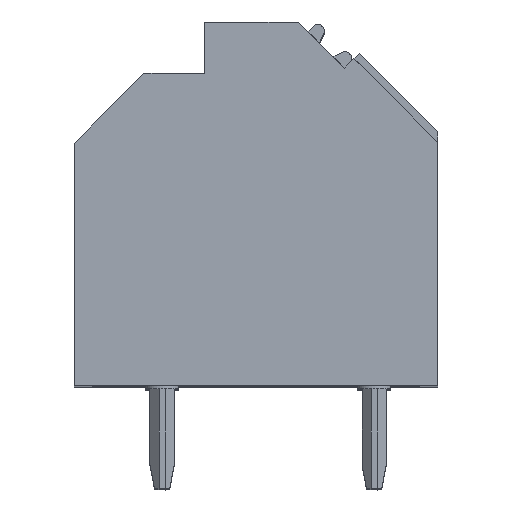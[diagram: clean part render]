
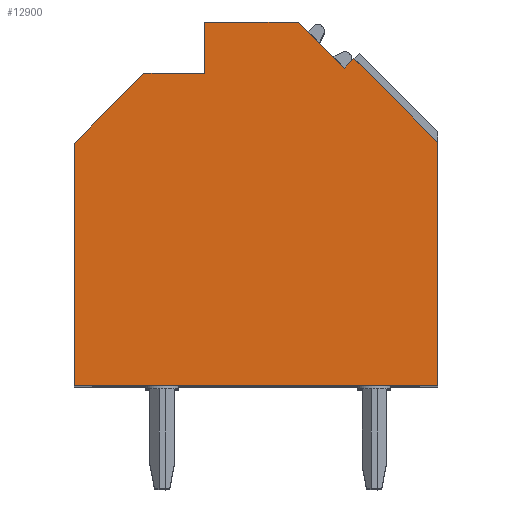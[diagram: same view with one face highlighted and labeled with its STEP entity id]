
A CAD part, top view. The second image highlights one B-rep face of the part: STEP entity #12900.
In plain terms, the highlighted planar face has unit normal (0, 0, 1).
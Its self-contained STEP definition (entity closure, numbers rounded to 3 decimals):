
#530=CARTESIAN_POINT('',(-32.992,-37.718,
2.03));
#540=VERTEX_POINT('',#530);
#570=CARTESIAN_POINT('',(-19.264,0.,2.03));
#580=DIRECTION('',(0.342,0.94,0.));
#590=VECTOR('',#580,1.);
#600=LINE('',#570,#590);
#610=CARTESIAN_POINT('',(-34.33,-41.394,
2.03));
#620=VERTEX_POINT('',#610);
#630=EDGE_CURVE('',#620,#540,#600,.T.);
#12120=CARTESIAN_POINT('',(-29.287,-46.756,
2.03));
#12130=DIRECTION('',(0.,0.,1.));
#12140=DIRECTION('',(-0.423,0.906,
0.));
#12150=AXIS2_PLACEMENT_3D('',#12120,#12130,#12140);
#12160=PLANE('',#12150);
#12170=CARTESIAN_POINT('',(0.,-35.574,2.03));
#12180=DIRECTION('',(0.906,0.423,
0.));
#12190=VECTOR('',#12180,1.);
#12200=LINE('',#12170,#12190);
#12210=CARTESIAN_POINT('',(-27.893,-48.581,
2.03));
#12220=VERTEX_POINT('',#12210);
#12230=CARTESIAN_POINT('',(-20.643,-45.2,
2.03));
#12240=VERTEX_POINT('',#12230);
#12250=EDGE_CURVE('',#12220,#12240,#12200,.T.);
#12260=ORIENTED_EDGE('',*,*,#12250,.T.);
#12270=CARTESIAN_POINT('',(0.009,-58.737,
2.03));
#12280=DIRECTION('',(-0.94,0.342,
0.));
#12290=VECTOR('',#12280,1.);
#12300=LINE('',#12270,#12290);
#12310=CARTESIAN_POINT('',(-30.95,-47.469,
2.03));
#12320=VERTEX_POINT('',#12310);
#12330=EDGE_CURVE('',#12220,#12320,#12300,.T.);
#12340=ORIENTED_EDGE('',*,*,#12330,.F.);
#12350=CARTESIAN_POINT('',(-53.085,0.,2.03));
#12360=DIRECTION('',(-0.423,0.906,0.));
#12370=VECTOR('',#12360,1.);
#12380=LINE('',#12350,#12370);
#12390=CARTESIAN_POINT('',(-31.795,-45.656,
2.03));
#12400=VERTEX_POINT('',#12390);
#12410=EDGE_CURVE('',#12320,#12400,#12380,.T.);
#12420=ORIENTED_EDGE('',*,*,#12410,.F.);
#12430=CARTESIAN_POINT('',(0.042,-30.81,
2.03));
#12440=DIRECTION('',(-0.906,-0.423,
0.));
#12450=VECTOR('',#12440,1.);
#12460=LINE('',#12430,#12450);
#12470=CARTESIAN_POINT('',(-33.336,-46.374,
2.03));
#12480=VERTEX_POINT('',#12470);
#12490=EDGE_CURVE('',#12400,#12480,#12460,.T.);
#12500=ORIENTED_EDGE('',*,*,#12490,.F.);
#12510=CARTESIAN_POINT('',(-54.96,0.,2.03));
#12520=DIRECTION('',(-0.423,0.906,0.));
#12530=VECTOR('',#12520,1.);
#12540=LINE('',#12510,#12530);
#12550=CARTESIAN_POINT('',(-34.643,-43.57,
2.03));
#12560=VERTEX_POINT('',#12550);
#12570=EDGE_CURVE('',#12480,#12560,#12540,.T.);
#12580=ORIENTED_EDGE('',*,*,#12570,.F.);
#12590=CARTESIAN_POINT('',(-18.785,0.,2.03));
#12600=DIRECTION('',(-0.342,-0.94,0.));
#12610=VECTOR('',#12600,1.);
#12620=LINE('',#12590,#12610);
#12630=CARTESIAN_POINT('',(-33.907,-41.548,
2.03));
#12640=VERTEX_POINT('',#12630);
#12650=EDGE_CURVE('',#12640,#12560,#12620,.T.);
#12660=ORIENTED_EDGE('',*,*,#12650,.T.);
#12670=CARTESIAN_POINT('',(0.,-53.89,2.03));
#12680=DIRECTION('',(-0.94,0.342,
0.));
#12690=VECTOR('',#12680,1.);
#12700=LINE('',#12670,#12690);
#12710=EDGE_CURVE('',#12640,#620,#12700,.T.);
#12720=ORIENTED_EDGE('',*,*,#12710,.F.);
#12730=ORIENTED_EDGE('',*,*,#630,.F.);
#12740=CARTESIAN_POINT('',(0.028,-22.321,
2.03));
#12750=DIRECTION('',(0.906,0.423,
0.));
#12760=VECTOR('',#12750,1.);
#12770=LINE('',#12740,#12760);
#12780=CARTESIAN_POINT('',(-25.714,-34.324,
2.03));
#12790=VERTEX_POINT('',#12780);
#12800=EDGE_CURVE('',#540,#12790,#12770,.T.);
#12810=ORIENTED_EDGE('',*,*,#12800,.F.);
#12820=CARTESIAN_POINT('',(-41.72,0.,
2.03));
#12830=DIRECTION('',(-0.423,0.906,0.));
#12840=VECTOR('',#12830,1.);
#12850=LINE('',#12820,#12840);
#12860=EDGE_CURVE('',#12240,#12790,#12850,.T.);
#12870=ORIENTED_EDGE('',*,*,#12860,.T.);
#12880=EDGE_LOOP('',(#12870,#12810,#12730,#12720,#12660,#12580,#12500,
#12420,#12340,#12260));
#12890=FACE_OUTER_BOUND('',#12880,.T.);
#12900=ADVANCED_FACE('',(#12890),#12160,.T.);
